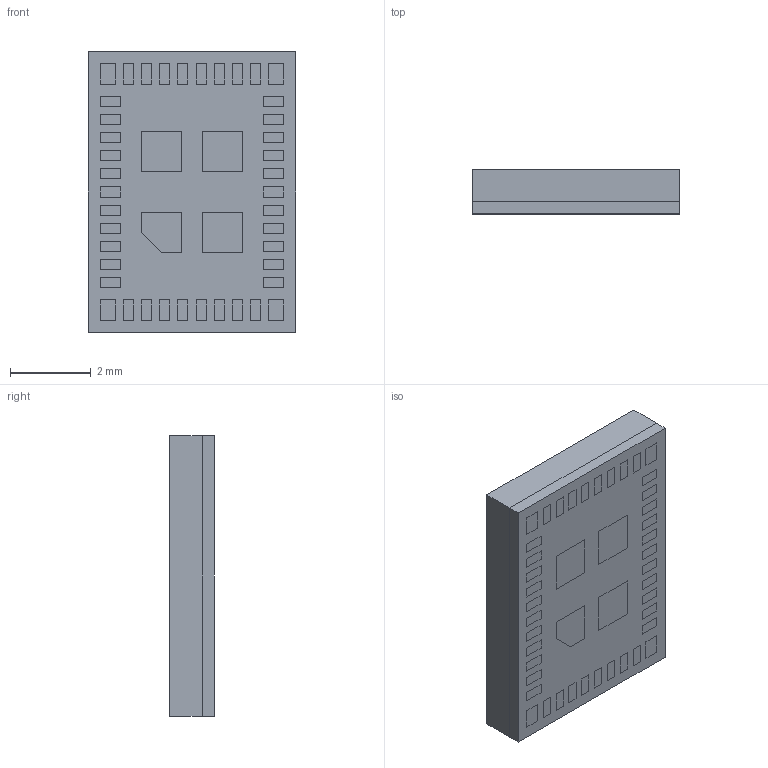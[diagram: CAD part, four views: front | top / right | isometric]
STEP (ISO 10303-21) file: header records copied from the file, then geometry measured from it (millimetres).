
FILE_DESCRIPTION (( 'STEP AP214' ), '1' );
FILE_NAME ('LBEE5KL1YN-814.STEP', '2023-04-11T19:18:25', ( '' ), ( '' ), 'SwSTEP 2.0', 'SolidWorks 2021', '' );
FILE_SCHEMA (( 'AUTOMOTIVE_DESIGN' ));
Length unit declared in the file: millimetre
Products named in the file (1): LBEE5KL1YN-814
Bounding box: 5.15 x 1.1 x 6.95 mm (x, y, z)
Volume: 39.4 mm3; surface area: 205.2 mm2
Topology: 49 solids, 49 shells, 527 faces, 1146 edges, 764 vertices
Faces by surface type: plane 523, cylinder 4
Entity records: 14534 total; most frequent: CARTESIAN_POINT 2438, ORIENTED_EDGE 2292, DIRECTION 2210, EDGE_CURVE 1146, LINE 1138, VECTOR 1138, VERTEX_POINT 764, EDGE_LOOP 574
